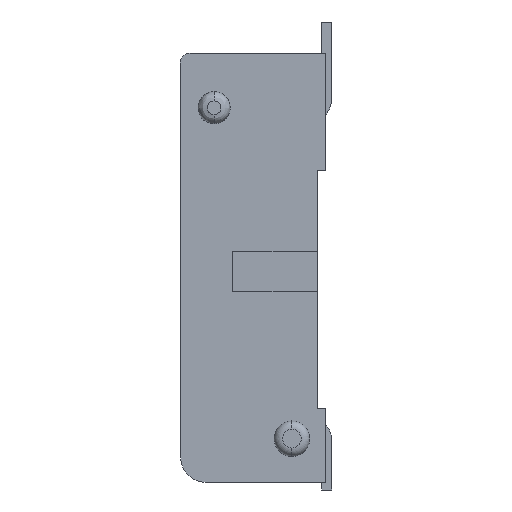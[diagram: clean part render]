
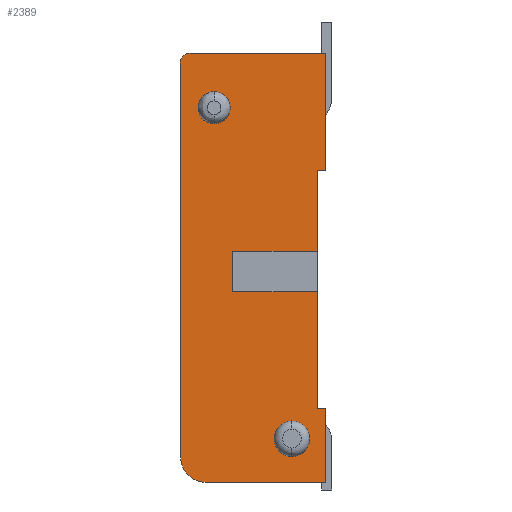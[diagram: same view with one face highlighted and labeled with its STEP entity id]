
A CAD part, left-side view. The second image highlights one B-rep face of the part: STEP entity #2389.
In plain terms, the highlighted planar face has unit normal (-1, 0, 0).
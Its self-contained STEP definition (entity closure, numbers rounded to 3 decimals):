
#270=DIRECTION('',(0.,-1.,0.));
#271=VECTOR('',#270,3.5);
#272=CARTESIAN_POINT('',(-1.95,1.8,-12.7));
#273=LINE('',#272,#271);
#310=DIRECTION('',(0.,0.,1.));
#311=VECTOR('',#310,1.2);
#312=CARTESIAN_POINT('',(-1.95,1.05,-7.05));
#313=LINE('',#312,#311);
#314=DIRECTION('',(0.,-1.,0.));
#315=VECTOR('',#314,2.5);
#316=CARTESIAN_POINT('',(-1.95,1.05,-7.05));
#317=LINE('',#316,#315);
#318=DIRECTION('',(0.,0.,-1.));
#319=VECTOR('',#318,3.45);
#320=CARTESIAN_POINT('',(-1.95,-1.45,-7.05));
#321=LINE('',#320,#319);
#322=DIRECTION('',(0.,1.,0.));
#323=VECTOR('',#322,0.25);
#324=CARTESIAN_POINT('',(-1.95,-1.7,-10.5));
#325=LINE('',#324,#323);
#326=CARTESIAN_POINT('',(-1.95,1.8,-11.9));
#327=DIRECTION('',(-1.,0.,0.));
#328=DIRECTION('',(0.,1.,0.));
#329=AXIS2_PLACEMENT_3D('',#326,#327,#328);
#331=DIRECTION('',(0.,0.,-1.));
#332=VECTOR('',#331,11.6);
#333=CARTESIAN_POINT('',(-1.95,2.6,-0.3));
#334=LINE('',#333,#332);
#335=CARTESIAN_POINT('',(-1.95,2.3,-0.3));
#336=DIRECTION('',(-1.,0.,0.));
#337=DIRECTION('',(0.,0.,1.));
#338=AXIS2_PLACEMENT_3D('',#335,#336,#337);
#340=DIRECTION('',(0.,1.,0.));
#341=VECTOR('',#340,0.25);
#342=CARTESIAN_POINT('',(-1.95,-1.7,-3.47));
#343=LINE('',#342,#341);
#344=DIRECTION('',(0.,0.,-1.));
#345=VECTOR('',#344,2.38);
#346=CARTESIAN_POINT('',(-1.95,-1.45,-3.47));
#347=LINE('',#346,#345);
#348=DIRECTION('',(0.,-1.,0.));
#349=VECTOR('',#348,2.5);
#350=CARTESIAN_POINT('',(-1.95,1.05,-5.85));
#351=LINE('',#350,#349);
#352=CARTESIAN_POINT('',(-1.95,1.6,-1.61));
#353=DIRECTION('',(-1.,0.,0.));
#354=DIRECTION('',(0.,0.,-1.));
#355=AXIS2_PLACEMENT_3D('',#352,#353,#354);
#357=CARTESIAN_POINT('',(-1.95,1.6,-1.61));
#358=DIRECTION('',(-1.,0.,0.));
#359=DIRECTION('',(0.,0.,1.));
#360=AXIS2_PLACEMENT_3D('',#357,#358,#359);
#362=CARTESIAN_POINT('',(-1.95,-0.7,-11.4));
#363=DIRECTION('',(-1.,0.,0.));
#364=DIRECTION('',(0.,0.,-1.));
#365=AXIS2_PLACEMENT_3D('',#362,#363,#364);
#367=CARTESIAN_POINT('',(-1.95,-0.7,-11.4));
#368=DIRECTION('',(-1.,0.,0.));
#369=DIRECTION('',(0.,0.,1.));
#370=AXIS2_PLACEMENT_3D('',#367,#368,#369);
#795=DIRECTION('',(0.,-1.,0.));
#796=VECTOR('',#795,4.);
#797=CARTESIAN_POINT('',(-1.95,2.3,0.));
#798=LINE('',#797,#796);
#1188=DIRECTION('',(0.,0.,-1.));
#1189=VECTOR('',#1188,2.2);
#1190=CARTESIAN_POINT('',(-1.95,-1.7,-10.5));
#1191=LINE('',#1190,#1189);
#1212=DIRECTION('',(0.,0.,-1.));
#1213=VECTOR('',#1212,3.47);
#1214=CARTESIAN_POINT('',(-1.95,-1.7,0.));
#1215=LINE('',#1214,#1213);
#1676=CARTESIAN_POINT('',(-1.95,-1.7,0.));
#1678=VERTEX_POINT('',#1676);
#1686=CARTESIAN_POINT('',(-1.95,-1.7,-12.7));
#1688=VERTEX_POINT('',#1686);
#1716=CARTESIAN_POINT('',(-1.95,-1.7,-10.5));
#1717=CARTESIAN_POINT('',(-1.95,-1.45,-10.5));
#1718=VERTEX_POINT('',#1716);
#1719=VERTEX_POINT('',#1717);
#1720=CARTESIAN_POINT('',(-1.95,-1.7,-3.47));
#1721=CARTESIAN_POINT('',(-1.95,-1.45,-3.47));
#1722=VERTEX_POINT('',#1720);
#1723=VERTEX_POINT('',#1721);
#1764=CARTESIAN_POINT('',(-1.95,2.6,-11.9));
#1765=CARTESIAN_POINT('',(-1.95,1.8,-12.7));
#1766=VERTEX_POINT('',#1764);
#1767=VERTEX_POINT('',#1765);
#1768=CARTESIAN_POINT('',(-1.95,2.3,0.));
#1769=CARTESIAN_POINT('',(-1.95,2.6,-0.3));
#1770=VERTEX_POINT('',#1768);
#1771=VERTEX_POINT('',#1769);
#1804=CARTESIAN_POINT('',(-1.95,1.05,-7.05));
#1805=CARTESIAN_POINT('',(-1.95,1.05,-5.85));
#1806=VERTEX_POINT('',#1804);
#1807=VERTEX_POINT('',#1805);
#1808=CARTESIAN_POINT('',(-1.95,-1.45,-5.85));
#1809=VERTEX_POINT('',#1808);
#1810=CARTESIAN_POINT('',(-1.95,-1.45,-7.05));
#1811=VERTEX_POINT('',#1810);
#1816=CARTESIAN_POINT('',(-1.95,1.6,-2.085));
#1817=CARTESIAN_POINT('',(-1.95,1.6,-1.135));
#1818=VERTEX_POINT('',#1816);
#1819=VERTEX_POINT('',#1817);
#1820=CARTESIAN_POINT('',(-1.95,-0.7,-11.925));
#1821=CARTESIAN_POINT('',(-1.95,-0.7,-10.875));
#1822=VERTEX_POINT('',#1820);
#1823=VERTEX_POINT('',#1821);
#2345=CARTESIAN_POINT('',(-1.95,2.6,0.));
#2346=DIRECTION('',(-1.,0.,0.));
#2347=DIRECTION('',(0.,-1.,0.));
#2348=AXIS2_PLACEMENT_3D('',#2345,#2346,#2347);
#2349=PLANE('',#2348);
#2351=ORIENTED_EDGE('',*,*,#2350,.F.);
#2353=ORIENTED_EDGE('',*,*,#2352,.T.);
#2355=ORIENTED_EDGE('',*,*,#2354,.T.);
#2357=ORIENTED_EDGE('',*,*,#2356,.F.);
#2359=ORIENTED_EDGE('',*,*,#2358,.T.);
#2360=ORIENTED_EDGE('',*,*,#2320,.F.);
#2361=ORIENTED_EDGE('',*,*,#2309,.F.);
#2362=ORIENTED_EDGE('',*,*,#2150,.F.);
#2364=ORIENTED_EDGE('',*,*,#2363,.F.);
#2366=ORIENTED_EDGE('',*,*,#2365,.T.);
#2368=ORIENTED_EDGE('',*,*,#2367,.T.);
#2370=ORIENTED_EDGE('',*,*,#2369,.T.);
#2372=ORIENTED_EDGE('',*,*,#2371,.T.);
#2374=ORIENTED_EDGE('',*,*,#2373,.F.);
#2375=EDGE_LOOP('',(#2351,#2353,#2355,#2357,#2359,#2360,#2361,#2362,#2364,#2366,
#2368,#2370,#2372,#2374));
#2376=FACE_OUTER_BOUND('',#2375,.F.);
#2378=ORIENTED_EDGE('',*,*,#2377,.T.);
#2380=ORIENTED_EDGE('',*,*,#2379,.T.);
#2381=EDGE_LOOP('',(#2378,#2380));
#2382=FACE_BOUND('',#2381,.F.);
#2384=ORIENTED_EDGE('',*,*,#2383,.T.);
#2386=ORIENTED_EDGE('',*,*,#2385,.T.);
#2387=EDGE_LOOP('',(#2384,#2386));
#2388=FACE_BOUND('',#2387,.F.);
#330=CIRCLE('',#329,0.8);
#339=CIRCLE('',#338,0.3);
#356=CIRCLE('',#355,0.475);
#361=CIRCLE('',#360,0.475);
#366=CIRCLE('',#365,0.525);
#371=CIRCLE('',#370,0.525);
#2150=EDGE_CURVE('',#1771,#1766,#334,.T.);
#2309=EDGE_CURVE('',#1766,#1767,#330,.T.);
#2320=EDGE_CURVE('',#1767,#1688,#273,.T.);
#2350=EDGE_CURVE('',#1806,#1807,#313,.T.);
#2352=EDGE_CURVE('',#1806,#1811,#317,.T.);
#2354=EDGE_CURVE('',#1811,#1719,#321,.T.);
#2356=EDGE_CURVE('',#1718,#1719,#325,.T.);
#2358=EDGE_CURVE('',#1718,#1688,#1191,.T.);
#2363=EDGE_CURVE('',#1770,#1771,#339,.T.);
#2365=EDGE_CURVE('',#1770,#1678,#798,.T.);
#2367=EDGE_CURVE('',#1678,#1722,#1215,.T.);
#2369=EDGE_CURVE('',#1722,#1723,#343,.T.);
#2371=EDGE_CURVE('',#1723,#1809,#347,.T.);
#2373=EDGE_CURVE('',#1807,#1809,#351,.T.);
#2377=EDGE_CURVE('',#1818,#1819,#356,.T.);
#2379=EDGE_CURVE('',#1819,#1818,#361,.T.);
#2383=EDGE_CURVE('',#1822,#1823,#366,.T.);
#2385=EDGE_CURVE('',#1823,#1822,#371,.T.);
#2389=ADVANCED_FACE('',(#2376,#2382,#2388),#2349,.T.);
